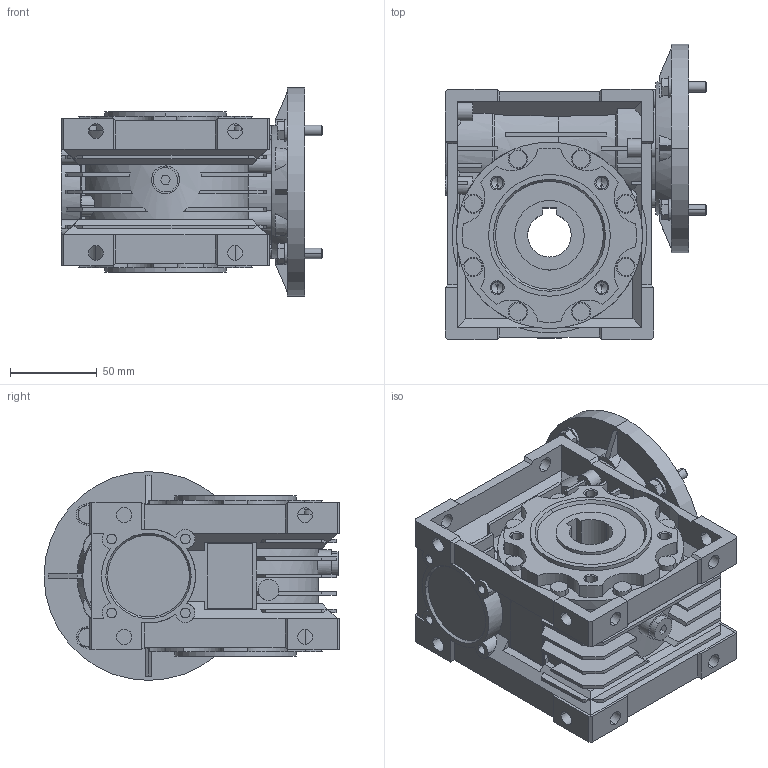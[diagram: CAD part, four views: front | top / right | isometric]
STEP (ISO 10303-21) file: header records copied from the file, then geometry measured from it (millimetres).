
FILE_DESCRIPTION (( 'STEP AP203' ), '1' );
FILE_NAME ('WGA-50M-010-80B14.step', '2025-02-20T17:21:17', ( '' ), ( '' ), 'SwSTEP 2.0', 'SolidWorks 2024', '' );
FILE_SCHEMA (( 'CONFIG_CONTROL_DESIGN' ));
Length unit declared in the file: millimetre
Products named in the file (1): WGA-50M-010-80B14
Bounding box: 150.5 x 170 x 120 mm (x, y, z)
Volume: 1087730.3 mm3; surface area: 242202.6 mm2
Topology: 14 solids, 19 shells, 1080 faces, 2815 edges, 1810 vertices
Faces by surface type: plane 600, cylinder 339, cone 133, torus 8
Entity records: 34134 total; most frequent: CARTESIAN_POINT 7369, DIRECTION 5603, ORIENTED_EDGE 5590, EDGE_CURVE 2795, AXIS2_PLACEMENT_3D 2026, VERTEX_POINT 1810, VECTOR 1551, LINE 1551
